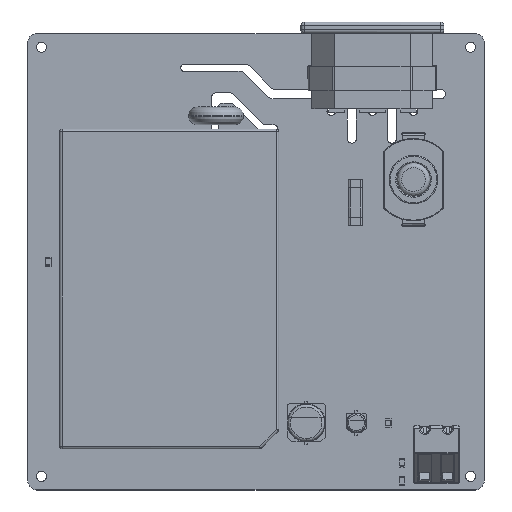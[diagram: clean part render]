
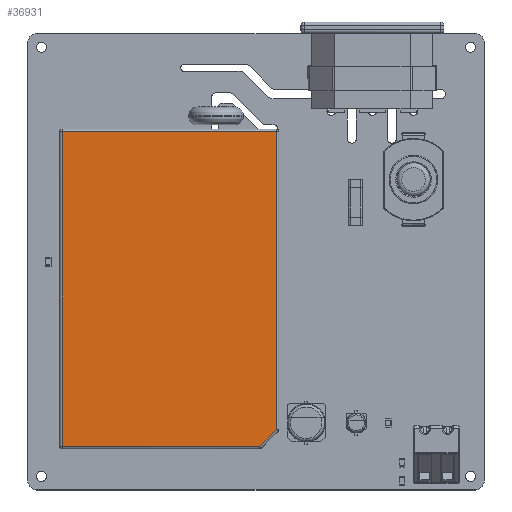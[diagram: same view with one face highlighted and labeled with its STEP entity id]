
A CAD part, top view. The second image highlights one B-rep face of the part: STEP entity #36931.
In plain terms, the highlighted free-form (B-spline) face has degree [1, 1] with [2, 2] control points.
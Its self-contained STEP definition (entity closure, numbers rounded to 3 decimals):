
#35269 = VERTEX_POINT('',#35270);
#35270 = CARTESIAN_POINT('',(34.5,23.5,-19.793));
#35296 = ( BOUNDED_SURFACE() B_SPLINE_SURFACE(2,1,(
    (#35297,#35298)
    ,(#35299,#35300)
    ,(#35301,#35302
)),.UNSPECIFIED.,.F.,.F.,.F.) B_SPLINE_SURFACE_WITH_KNOTS((3,3),(2,2),(
    5.498,7.069),(-11.5,31.793),
.PIECEWISE_BEZIER_KNOTS.) GEOMETRIC_REPRESENTATION_ITEM() 
RATIONAL_B_SPLINE_SURFACE((
    (1.,1.)
    ,(0.707,0.707)
,(1.,1.))) REPRESENTATION_ITEM('') SURFACE() );
#35297 = CARTESIAN_POINT('',(34.5,23.5,23.5));
#35298 = CARTESIAN_POINT('',(34.5,23.5,-19.793));
#35299 = CARTESIAN_POINT('',(35.,23.5,23.5));
#35300 = CARTESIAN_POINT('',(35.,23.5,-19.793));
#35301 = CARTESIAN_POINT('',(35.,23.,23.5));
#35302 = CARTESIAN_POINT('',(35.,23.,-19.793));
#35359 = ( BOUNDED_SURFACE() B_SPLINE_SURFACE(2,1,(
    (#35360,#35361)
    ,(#35362,#35363)
    ,(#35364,#35365
)),.UNSPECIFIED.,.F.,.F.,.F.) B_SPLINE_SURFACE_WITH_KNOTS((3,3),(2,2),(
    5.498,7.069),(-5.096,0.146),
.PIECEWISE_BEZIER_KNOTS.) GEOMETRIC_REPRESENTATION_ITEM() 
RATIONAL_B_SPLINE_SURFACE((
    (1.,1.)
    ,(0.707,0.707)
,(1.,1.))) REPRESENTATION_ITEM('') SURFACE() );
#35360 = CARTESIAN_POINT('',(34.5,23.5,-19.793));
#35361 = CARTESIAN_POINT('',(30.793,23.5,-23.5));
#35362 = CARTESIAN_POINT('',(34.854,23.5,-20.146));
#35363 = CARTESIAN_POINT('',(31.146,23.5,-23.854));
#35364 = CARTESIAN_POINT('',(34.854,23.,-20.146));
#35365 = CARTESIAN_POINT('',(31.146,23.,-23.854));
#35550 = VERTEX_POINT('',#35551);
#35551 = CARTESIAN_POINT('',(34.5,23.5,23.5));
#35588 = ( BOUNDED_SURFACE() B_SPLINE_SURFACE(2,1,(
    (#35589,#35590)
    ,(#35591,#35592)
    ,(#35593,#35594
)),.UNSPECIFIED.,.F.,.F.,.F.) B_SPLINE_SURFACE_WITH_KNOTS((3,3),(2,2),(
    -0.785,0.785),(-17.,52.),
.PIECEWISE_BEZIER_KNOTS.) GEOMETRIC_REPRESENTATION_ITEM() 
RATIONAL_B_SPLINE_SURFACE((
    (1.,1.)
    ,(0.707,0.707)
,(1.,1.))) REPRESENTATION_ITEM('') SURFACE() );
#35589 = CARTESIAN_POINT('',(-34.5,23.5,23.5));
#35590 = CARTESIAN_POINT('',(34.5,23.5,23.5));
#35591 = CARTESIAN_POINT('',(-34.5,23.5,24.));
#35592 = CARTESIAN_POINT('',(34.5,23.5,24.));
#35593 = CARTESIAN_POINT('',(-34.5,23.,24.));
#35594 = CARTESIAN_POINT('',(34.5,23.,24.));
#35716 = EDGE_CURVE('',#35269,#35550,#35717,.T.);
#35717 = SURFACE_CURVE('',#35718,(#35721,#35728),.PCURVE_S1.);
#35718 = B_SPLINE_CURVE_WITH_KNOTS('',1,(#35719,#35720),.UNSPECIFIED.,
  .F.,.F.,(2,2),(-31.793,11.5),.PIECEWISE_BEZIER_KNOTS.);
#35719 = CARTESIAN_POINT('',(34.5,23.5,-19.793));
#35720 = CARTESIAN_POINT('',(34.5,23.5,23.5));
#35721 = PCURVE('',#35296,#35722);
#35722 = DEFINITIONAL_REPRESENTATION('',(#35723),#35727);
#35723 = B_SPLINE_CURVE_WITH_KNOTS('',2,(#35724,#35725,#35726),
  .UNSPECIFIED.,.F.,.F.,(3,3),(-31.793,11.5),
  .PIECEWISE_BEZIER_KNOTS.);
#35724 = CARTESIAN_POINT('',(5.498,31.793));
#35725 = CARTESIAN_POINT('',(5.498,10.146));
#35726 = CARTESIAN_POINT('',(5.498,-11.5));
#35727 = ( GEOMETRIC_REPRESENTATION_CONTEXT(2) 
PARAMETRIC_REPRESENTATION_CONTEXT() REPRESENTATION_CONTEXT('2D SPACE',''
  ) );
#35728 = PCURVE('',#35729,#35734);
#35729 = B_SPLINE_SURFACE_WITH_KNOTS('',1,1,(
    (#35730,#35731)
    ,(#35732,#35733
  )),.UNSPECIFIED.,.F.,.F.,.F.,(2,2),(2,2),(-23.5,23.5),(-34.5,34.5),
  .PIECEWISE_BEZIER_KNOTS.);
#35730 = CARTESIAN_POINT('',(-34.5,23.5,-23.5));
#35731 = CARTESIAN_POINT('',(34.5,23.5,-23.5));
#35732 = CARTESIAN_POINT('',(-34.5,23.5,23.5));
#35733 = CARTESIAN_POINT('',(34.5,23.5,23.5));
#35734 = DEFINITIONAL_REPRESENTATION('',(#35735),#35738);
#35735 = B_SPLINE_CURVE_WITH_KNOTS('',1,(#35736,#35737),.UNSPECIFIED.,
  .F.,.F.,(2,2),(-31.793,11.5),.PIECEWISE_BEZIER_KNOTS.);
#35736 = CARTESIAN_POINT('',(-19.793,34.5));
#35737 = CARTESIAN_POINT('',(23.5,34.5));
#35738 = ( GEOMETRIC_REPRESENTATION_CONTEXT(2) 
PARAMETRIC_REPRESENTATION_CONTEXT() REPRESENTATION_CONTEXT('2D SPACE',''
  ) );
#35935 = VERTEX_POINT('',#35936);
#35936 = CARTESIAN_POINT('',(30.793,23.5,-23.5));
#36036 = ( BOUNDED_SURFACE() B_SPLINE_SURFACE(2,1,(
    (#36037,#36038)
    ,(#36039,#36040)
    ,(#36041,#36042
)),.UNSPECIFIED.,.F.,.F.,.F.) B_SPLINE_SURFACE_WITH_KNOTS((3,3),(2,2),(
    -0.785,0.785),(-15.293,50.),
.PIECEWISE_BEZIER_KNOTS.) GEOMETRIC_REPRESENTATION_ITEM() 
RATIONAL_B_SPLINE_SURFACE((
    (1.,1.)
    ,(0.707,0.707)
,(1.,1.))) REPRESENTATION_ITEM('') SURFACE() );
#36037 = CARTESIAN_POINT('',(30.793,23.5,-23.5));
#36038 = CARTESIAN_POINT('',(-34.5,23.5,-23.5));
#36039 = CARTESIAN_POINT('',(30.793,23.5,-24.));
#36040 = CARTESIAN_POINT('',(-34.5,23.5,-24.));
#36041 = CARTESIAN_POINT('',(30.793,23.,-24.));
#36042 = CARTESIAN_POINT('',(-34.5,23.,-24.));
#36097 = VERTEX_POINT('',#36098);
#36098 = CARTESIAN_POINT('',(-34.5,23.5,23.5));
#36135 = ( BOUNDED_SURFACE() B_SPLINE_SURFACE(2,1,(
    (#36136,#36137)
    ,(#36138,#36139)
    ,(#36140,#36141
)),.UNSPECIFIED.,.F.,.F.,.F.) B_SPLINE_SURFACE_WITH_KNOTS((3,3),(2,2),(
    5.498,7.069),(-11.5,35.5),
.PIECEWISE_BEZIER_KNOTS.) GEOMETRIC_REPRESENTATION_ITEM() 
RATIONAL_B_SPLINE_SURFACE((
    (1.,1.)
    ,(0.707,0.707)
,(1.,1.))) REPRESENTATION_ITEM('') SURFACE() );
#36136 = CARTESIAN_POINT('',(-34.5,23.5,-23.5));
#36137 = CARTESIAN_POINT('',(-34.5,23.5,23.5));
#36138 = CARTESIAN_POINT('',(-35.,23.5,-23.5));
#36139 = CARTESIAN_POINT('',(-35.,23.5,23.5));
#36140 = CARTESIAN_POINT('',(-35.,23.,-23.5));
#36141 = CARTESIAN_POINT('',(-35.,23.,23.5));
#36263 = EDGE_CURVE('',#35550,#36097,#36264,.T.);
#36264 = SURFACE_CURVE('',#36265,(#36268,#36275),.PCURVE_S1.);
#36265 = B_SPLINE_CURVE_WITH_KNOTS('',1,(#36266,#36267),.UNSPECIFIED.,
  .F.,.F.,(2,2),(-52.,17.),.PIECEWISE_BEZIER_KNOTS.);
#36266 = CARTESIAN_POINT('',(34.5,23.5,23.5));
#36267 = CARTESIAN_POINT('',(-34.5,23.5,23.5));
#36268 = PCURVE('',#35588,#36269);
#36269 = DEFINITIONAL_REPRESENTATION('',(#36270),#36274);
#36270 = B_SPLINE_CURVE_WITH_KNOTS('',2,(#36271,#36272,#36273),
  .UNSPECIFIED.,.F.,.F.,(3,3),(-52.,17.),.PIECEWISE_BEZIER_KNOTS.);
#36271 = CARTESIAN_POINT('',(-0.785,52.));
#36272 = CARTESIAN_POINT('',(-0.785,17.5));
#36273 = CARTESIAN_POINT('',(-0.785,-17.));
#36274 = ( GEOMETRIC_REPRESENTATION_CONTEXT(2) 
PARAMETRIC_REPRESENTATION_CONTEXT() REPRESENTATION_CONTEXT('2D SPACE',''
  ) );
#36275 = PCURVE('',#35729,#36276);
#36276 = DEFINITIONAL_REPRESENTATION('',(#36277),#36280);
#36277 = B_SPLINE_CURVE_WITH_KNOTS('',1,(#36278,#36279),.UNSPECIFIED.,
  .F.,.F.,(2,2),(-52.,17.),.PIECEWISE_BEZIER_KNOTS.);
#36278 = CARTESIAN_POINT('',(23.5,34.5));
#36279 = CARTESIAN_POINT('',(23.5,-34.5));
#36280 = ( GEOMETRIC_REPRESENTATION_CONTEXT(2) 
PARAMETRIC_REPRESENTATION_CONTEXT() REPRESENTATION_CONTEXT('2D SPACE',''
  ) );
#36306 = VERTEX_POINT('',#36307);
#36307 = CARTESIAN_POINT('',(-34.5,23.5,-23.5));
#36465 = EDGE_CURVE('',#36097,#36306,#36466,.T.);
#36466 = SURFACE_CURVE('',#36467,(#36470,#36477),.PCURVE_S1.);
#36467 = B_SPLINE_CURVE_WITH_KNOTS('',1,(#36468,#36469),.UNSPECIFIED.,
  .F.,.F.,(2,2),(-35.5,11.5),.PIECEWISE_BEZIER_KNOTS.);
#36468 = CARTESIAN_POINT('',(-34.5,23.5,23.5));
#36469 = CARTESIAN_POINT('',(-34.5,23.5,-23.5));
#36470 = PCURVE('',#36135,#36471);
#36471 = DEFINITIONAL_REPRESENTATION('',(#36472),#36476);
#36472 = B_SPLINE_CURVE_WITH_KNOTS('',2,(#36473,#36474,#36475),
  .UNSPECIFIED.,.F.,.F.,(3,3),(-35.5,11.5),.PIECEWISE_BEZIER_KNOTS.);
#36473 = CARTESIAN_POINT('',(5.498,35.5));
#36474 = CARTESIAN_POINT('',(5.498,12.));
#36475 = CARTESIAN_POINT('',(5.498,-11.5));
#36476 = ( GEOMETRIC_REPRESENTATION_CONTEXT(2) 
PARAMETRIC_REPRESENTATION_CONTEXT() REPRESENTATION_CONTEXT('2D SPACE',''
  ) );
#36477 = PCURVE('',#35729,#36478);
#36478 = DEFINITIONAL_REPRESENTATION('',(#36479),#36482);
#36479 = B_SPLINE_CURVE_WITH_KNOTS('',1,(#36480,#36481),.UNSPECIFIED.,
  .F.,.F.,(2,2),(-35.5,11.5),.PIECEWISE_BEZIER_KNOTS.);
#36480 = CARTESIAN_POINT('',(23.5,-34.5));
#36481 = CARTESIAN_POINT('',(-23.5,-34.5));
#36482 = ( GEOMETRIC_REPRESENTATION_CONTEXT(2) 
PARAMETRIC_REPRESENTATION_CONTEXT() REPRESENTATION_CONTEXT('2D SPACE',''
  ) );
#36508 = EDGE_CURVE('',#36306,#35935,#36509,.T.);
#36509 = SURFACE_CURVE('',#36510,(#36513,#36520),.PCURVE_S1.);
#36510 = B_SPLINE_CURVE_WITH_KNOTS('',1,(#36511,#36512),.UNSPECIFIED.,
  .F.,.F.,(2,2),(-50.,15.293),.PIECEWISE_BEZIER_KNOTS.);
#36511 = CARTESIAN_POINT('',(-34.5,23.5,-23.5));
#36512 = CARTESIAN_POINT('',(30.793,23.5,-23.5));
#36513 = PCURVE('',#36036,#36514);
#36514 = DEFINITIONAL_REPRESENTATION('',(#36515),#36519);
#36515 = B_SPLINE_CURVE_WITH_KNOTS('',2,(#36516,#36517,#36518),
  .UNSPECIFIED.,.F.,.F.,(3,3),(-50.,15.293),
  .PIECEWISE_BEZIER_KNOTS.);
#36516 = CARTESIAN_POINT('',(-0.785,50.));
#36517 = CARTESIAN_POINT('',(-0.785,17.354));
#36518 = CARTESIAN_POINT('',(-0.785,-15.293));
#36519 = ( GEOMETRIC_REPRESENTATION_CONTEXT(2) 
PARAMETRIC_REPRESENTATION_CONTEXT() REPRESENTATION_CONTEXT('2D SPACE',''
  ) );
#36520 = PCURVE('',#35729,#36521);
#36521 = DEFINITIONAL_REPRESENTATION('',(#36522),#36525);
#36522 = B_SPLINE_CURVE_WITH_KNOTS('',1,(#36523,#36524),.UNSPECIFIED.,
  .F.,.F.,(2,2),(-50.,15.293),.PIECEWISE_BEZIER_KNOTS.);
#36523 = CARTESIAN_POINT('',(-23.5,-34.5));
#36524 = CARTESIAN_POINT('',(-23.5,30.793));
#36525 = ( GEOMETRIC_REPRESENTATION_CONTEXT(2) 
PARAMETRIC_REPRESENTATION_CONTEXT() REPRESENTATION_CONTEXT('2D SPACE',''
  ) );
#36551 = EDGE_CURVE('',#35935,#35269,#36552,.T.);
#36552 = SURFACE_CURVE('',#36553,(#36556,#36563),.PCURVE_S1.);
#36553 = B_SPLINE_CURVE_WITH_KNOTS('',1,(#36554,#36555),.UNSPECIFIED.,
  .F.,.F.,(2,2),(-0.146,5.096),
  .PIECEWISE_BEZIER_KNOTS.);
#36554 = CARTESIAN_POINT('',(30.793,23.5,-23.5));
#36555 = CARTESIAN_POINT('',(34.5,23.5,-19.793));
#36556 = PCURVE('',#35359,#36557);
#36557 = DEFINITIONAL_REPRESENTATION('',(#36558),#36562);
#36558 = B_SPLINE_CURVE_WITH_KNOTS('',2,(#36559,#36560,#36561),
  .UNSPECIFIED.,.F.,.F.,(3,3),(-0.146,5.096),
  .PIECEWISE_BEZIER_KNOTS.);
#36559 = CARTESIAN_POINT('',(5.498,0.146));
#36560 = CARTESIAN_POINT('',(5.498,-2.475));
#36561 = CARTESIAN_POINT('',(5.498,-5.096));
#36562 = ( GEOMETRIC_REPRESENTATION_CONTEXT(2) 
PARAMETRIC_REPRESENTATION_CONTEXT() REPRESENTATION_CONTEXT('2D SPACE',''
  ) );
#36563 = PCURVE('',#35729,#36564);
#36564 = DEFINITIONAL_REPRESENTATION('',(#36565),#36568);
#36565 = B_SPLINE_CURVE_WITH_KNOTS('',1,(#36566,#36567),.UNSPECIFIED.,
  .F.,.F.,(2,2),(-0.146,5.096),
  .PIECEWISE_BEZIER_KNOTS.);
#36566 = CARTESIAN_POINT('',(-23.5,30.793));
#36567 = CARTESIAN_POINT('',(-19.793,34.5));
#36568 = ( GEOMETRIC_REPRESENTATION_CONTEXT(2) 
PARAMETRIC_REPRESENTATION_CONTEXT() REPRESENTATION_CONTEXT('2D SPACE',''
  ) );
#36931 = ADVANCED_FACE('',(#36932),#35729,.T.);
#36932 = FACE_BOUND('',#36933,.T.);
#36933 = EDGE_LOOP('',(#36934,#36935,#36936,#36937,#36938));
#36934 = ORIENTED_EDGE('',*,*,#35716,.F.);
#36935 = ORIENTED_EDGE('',*,*,#36551,.F.);
#36936 = ORIENTED_EDGE('',*,*,#36508,.F.);
#36937 = ORIENTED_EDGE('',*,*,#36465,.F.);
#36938 = ORIENTED_EDGE('',*,*,#36263,.F.);
